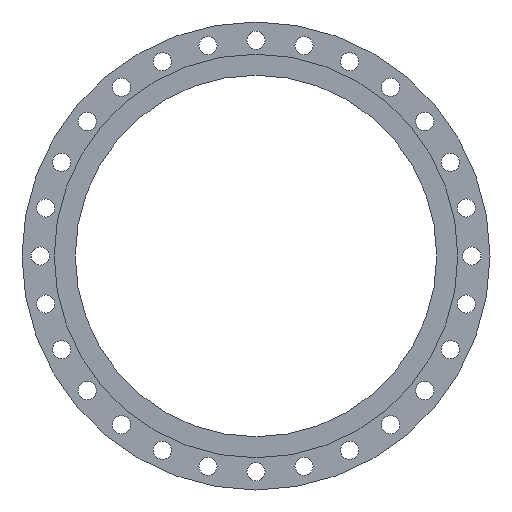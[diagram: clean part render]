
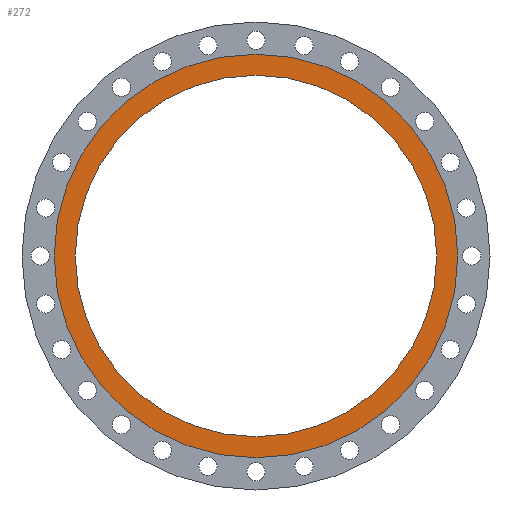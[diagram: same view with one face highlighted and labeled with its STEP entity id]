
A CAD part, left-side view. The second image highlights one B-rep face of the part: STEP entity #272.
In plain terms, the highlighted planar face has unit normal (-1, 0, 0).
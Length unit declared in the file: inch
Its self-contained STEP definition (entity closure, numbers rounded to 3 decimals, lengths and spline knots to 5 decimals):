
#26 = CIRCLE ( 'NONE', #2401, 16.125 ) ;
#44 = AXIS2_PLACEMENT_3D ( 'NONE', #1233, #1869, #2010 ) ;
#148 = CARTESIAN_POINT ( 'NONE',  ( -0.14414, 0., -18. ) ) ;
#183 = CARTESIAN_POINT ( 'NONE',  ( -0.14414, 0., -16.125 ) ) ;
#238 = EDGE_CURVE ( 'NONE', #1624, #444, #1470, .T. ) ;
#272 = ADVANCED_FACE ( 'NONE', ( #2403, #1421 ), #2210, .T. ) ;
#275 = DIRECTION ( 'NONE',  ( -1., 0., 0. ) ) ;
#312 = EDGE_LOOP ( 'NONE', ( #1237, #2189 ) ) ;
#368 = AXIS2_PLACEMENT_3D ( 'NONE', #2073, #715, #1522 ) ;
#415 = AXIS2_PLACEMENT_3D ( 'NONE', #1442, #1258, #1074 ) ;
#444 = VERTEX_POINT ( 'NONE', #183 ) ;
#464 = VERTEX_POINT ( 'NONE', #148 ) ;
#485 = CIRCLE ( 'NONE', #1997, 18. ) ;
#615 = EDGE_LOOP ( 'NONE', ( #2145, #1859 ) ) ;
#715 = DIRECTION ( 'NONE',  ( -1., 0., 0. ) ) ;
#962 = CARTESIAN_POINT ( 'NONE',  ( -0.14414, 0., 18. ) ) ;
#1045 = DIRECTION ( 'NONE',  ( 0., 0., 1. ) ) ;
#1073 = CARTESIAN_POINT ( 'NONE',  ( -0.14414, 0., 0. ) ) ;
#1074 = DIRECTION ( 'NONE',  ( 0., 0., 1. ) ) ;
#1233 = CARTESIAN_POINT ( 'NONE',  ( -0.14414, 0., 0. ) ) ;
#1237 = ORIENTED_EDGE ( 'NONE', *, *, #238, .F. ) ;
#1258 = DIRECTION ( 'NONE',  ( -1., 0., 0. ) ) ;
#1401 = EDGE_CURVE ( 'NONE', #444, #1624, #26, .T. ) ;
#1421 = FACE_BOUND ( 'NONE', #312, .T. ) ;
#1442 = CARTESIAN_POINT ( 'NONE',  ( -0.14414, 0., 0. ) ) ;
#1456 = CIRCLE ( 'NONE', #368, 18. ) ;
#1470 = CIRCLE ( 'NONE', #415, 16.125 ) ;
#1522 = DIRECTION ( 'NONE',  ( 0., 0., 1. ) ) ;
#1624 = VERTEX_POINT ( 'NONE', #1982 ) ;
#1859 = ORIENTED_EDGE ( 'NONE', *, *, #2260, .T. ) ;
#1863 = DIRECTION ( 'NONE',  ( -1., 0., 0. ) ) ;
#1865 = EDGE_CURVE ( 'NONE', #1950, #464, #485, .T. ) ;
#1869 = DIRECTION ( 'NONE',  ( -1., 0., 0. ) ) ;
#1950 = VERTEX_POINT ( 'NONE', #962 ) ;
#1982 = CARTESIAN_POINT ( 'NONE',  ( -0.14414, 0., 16.125 ) ) ;
#1997 = AXIS2_PLACEMENT_3D ( 'NONE', #1073, #1863, #2276 ) ;
#2010 = DIRECTION ( 'NONE',  ( 0., 0., 1. ) ) ;
#2027 = CARTESIAN_POINT ( 'NONE',  ( -0.14414, 0., 0. ) ) ;
#2073 = CARTESIAN_POINT ( 'NONE',  ( -0.14414, 0., 0. ) ) ;
#2145 = ORIENTED_EDGE ( 'NONE', *, *, #1865, .T. ) ;
#2189 = ORIENTED_EDGE ( 'NONE', *, *, #1401, .F. ) ;
#2210 = PLANE ( 'NONE',  #44 ) ;
#2260 = EDGE_CURVE ( 'NONE', #464, #1950, #1456, .T. ) ;
#2276 = DIRECTION ( 'NONE',  ( 0., 0., 1. ) ) ;
#2401 = AXIS2_PLACEMENT_3D ( 'NONE', #2027, #275, #1045 ) ;
#2403 = FACE_OUTER_BOUND ( 'NONE', #615, .T. ) ;
